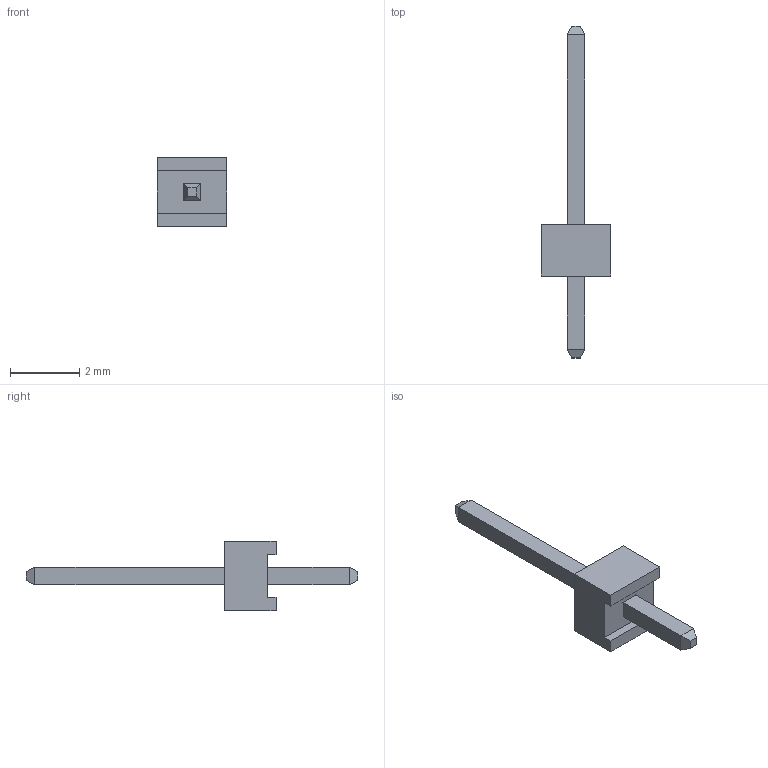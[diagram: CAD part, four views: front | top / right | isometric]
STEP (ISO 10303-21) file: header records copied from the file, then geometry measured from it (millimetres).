
FILE_DESCRIPTION(/* description */ ('STEP AP214'),/* implementation_level */ '2;1');
FILE_NAME(/* name */ 'MTMM-101-05-G-S-225',/* time_stamp */ '2024-07-05T11:33:55+02:00',/* author */ ('License CC BY-ND 4.0'),/* organization */ ('CADENAS'),/* preprocessor_version */ 'ST-DEVELOPER v19.3',/* originating_system */ 'PARTsolutions',/* authorisation */ ' ');
FILE_SCHEMA (('AUTOMOTIVE_DESIGN {1 0 10303 214 3 1 1}'));
Length unit declared in the file: inch
Products named in the file (3): MTMM-101-05-G-S-225; MTMM-101-05-G-S-225_pins; MTMM-101-05-G-S-225_body
Assembly tree (2 placements, depth 2):
  MTMM-101-05-G-S-225
    MTMM-101-05-G-S-225_pins
    MTMM-101-05-G-S-225_body
Bounding box: 2 x 9.58 x 2 mm (x, y, z)
Volume: 7.5 mm3; surface area: 42.7 mm2
Topology: 2 solids, 2 shells, 36 faces, 88 edges, 56 vertices
Faces by surface type: plane 36
Entity records: 1110 total; most frequent: CARTESIAN_POINT 183, ORIENTED_EDGE 176, DIRECTION 166, EDGE_CURVE 88, LINE 88, VECTOR 88, VERTEX_POINT 56, AXIS2_PLACEMENT_3D 39
